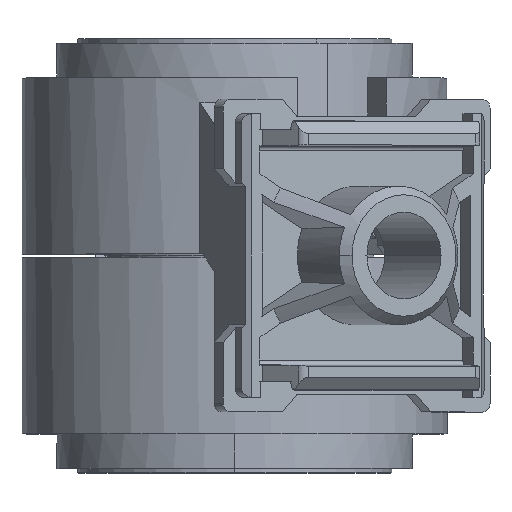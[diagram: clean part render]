
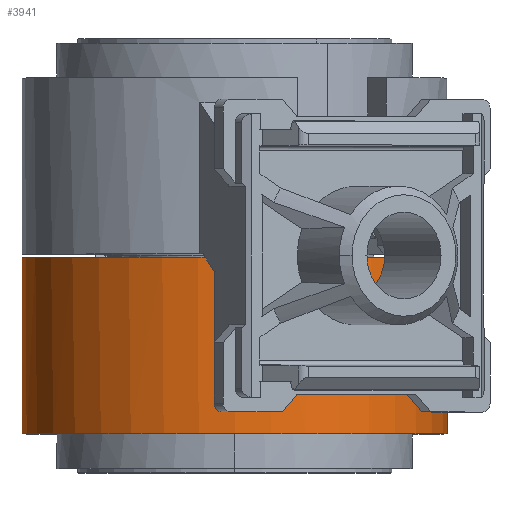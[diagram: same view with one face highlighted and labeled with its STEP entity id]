
A CAD part, top view. The second image highlights one B-rep face of the part: STEP entity #3941.
In plain terms, the highlighted cylindrical face has radius 12.25 mm (diameter 24.5 mm), a partial arc.
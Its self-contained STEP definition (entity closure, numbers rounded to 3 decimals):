
#171 = ORIENTED_EDGE ( 'NONE', *, *, #10817, .F. ) ;
#249 = VECTOR ( 'NONE', #18777, 1000. ) ;
#433 = VERTEX_POINT ( 'NONE', #16688 ) ;
#527 = CARTESIAN_POINT ( 'NONE',  ( 8., -12.5, 3.223 ) ) ;
#605 = DIRECTION ( 'NONE',  ( 0., 0., -1. ) ) ;
#708 = EDGE_CURVE ( 'NONE', #3857, #19234, #5970, .T. ) ;
#729 = AXIS2_PLACEMENT_3D ( 'NONE', #5263, #5046, #3423 ) ;
#824 = CIRCLE ( 'NONE', #19778, 12.25 ) ;
#1023 = EDGE_CURVE ( 'NONE', #5875, #11212, #11213, .T. ) ;
#1149 = CARTESIAN_POINT ( 'NONE',  ( 7., -1.1, 2.447 ) ) ;
#1155 = ORIENTED_EDGE ( 'NONE', *, *, #10384, .T. ) ;
#1271 = EDGE_CURVE ( 'NONE', #1869, #14395, #7964, .T. ) ;
#1680 = VERTEX_POINT ( 'NONE', #19024 ) ;
#1869 = VERTEX_POINT ( 'NONE', #12876 ) ;
#1956 = EDGE_CURVE ( 'NONE', #1680, #18296, #10074, .T. ) ;
#1999 = CARTESIAN_POINT ( 'NONE',  ( -7., -1.1, 2.447 ) ) ;
#2474 = CARTESIAN_POINT ( 'NONE',  ( 8., -0.1, 3.223 ) ) ;
#2999 = DIRECTION ( 'NONE',  ( 0., 1., 0. ) ) ;
#3099 = CIRCLE ( 'NONE', #9266, 12.25 ) ;
#3221 = EDGE_CURVE ( 'NONE', #10446, #13031, #7577, .T. ) ;
#3423 = DIRECTION ( 'NONE',  ( 0., 0., 1. ) ) ;
#3571 = EDGE_CURVE ( 'NONE', #7016, #21284, #8655, .T. ) ;
#3857 = VERTEX_POINT ( 'NONE', #6898 ) ;
#3941 = ADVANCED_FACE ( 'NONE', ( #7111 ), #11854, .T. ) ;
#4351 = ORIENTED_EDGE ( 'NONE', *, *, #13955, .F. ) ;
#4666 = ORIENTED_EDGE ( 'NONE', *, *, #12923, .T. ) ;
#5046 = DIRECTION ( 'NONE',  ( 0., -1., 0. ) ) ;
#5100 = ORIENTED_EDGE ( 'NONE', *, *, #1023, .F. ) ;
#5263 = CARTESIAN_POINT ( 'NONE',  ( 0., -8.8, 12.5 ) ) ;
#5461 = EDGE_CURVE ( 'NONE', #14395, #12223, #9598, .T. ) ;
#5591 = DIRECTION ( 'NONE',  ( 0., 0., -1. ) ) ;
#5875 = VERTEX_POINT ( 'NONE', #14419 ) ;
#5960 = DIRECTION ( 'NONE',  ( 0., 0., -1. ) ) ;
#5970 = LINE ( 'NONE', #9221, #11734 ) ;
#6152 = CARTESIAN_POINT ( 'NONE',  ( -4., -1.1, 0.921 ) ) ;
#6898 = CARTESIAN_POINT ( 'NONE',  ( 4., -7., 0.921 ) ) ;
#6965 = ORIENTED_EDGE ( 'NONE', *, *, #15793, .F. ) ;
#6978 = CARTESIAN_POINT ( 'NONE',  ( -8., -12.5, 3.223 ) ) ;
#7016 = VERTEX_POINT ( 'NONE', #2474 ) ;
#7111 = FACE_OUTER_BOUND ( 'NONE', #12788, .T. ) ;
#7349 = CARTESIAN_POINT ( 'NONE',  ( 3., -12.5, 0.623 ) ) ;
#7577 = LINE ( 'NONE', #13940, #10125 ) ;
#7657 = ORIENTED_EDGE ( 'NONE', *, *, #708, .T. ) ;
#7668 = CARTESIAN_POINT ( 'NONE',  ( 0., -7., 12.5 ) ) ;
#7729 = CIRCLE ( 'NONE', #10134, 12.25 ) ;
#7811 = DIRECTION ( 'NONE',  ( 0., 1., 0. ) ) ;
#7908 = DIRECTION ( 'NONE',  ( 0., 0., 1. ) ) ;
#7964 = CIRCLE ( 'NONE', #729, 12.25 ) ;
#8006 = ORIENTED_EDGE ( 'NONE', *, *, #3571, .F. ) ;
#8017 = DIRECTION ( 'NONE',  ( 0., 1., 0. ) ) ;
#8377 = ORIENTED_EDGE ( 'NONE', *, *, #1956, .F. ) ;
#8414 = AXIS2_PLACEMENT_3D ( 'NONE', #20162, #13790, #5591 ) ;
#8514 = CIRCLE ( 'NONE', #18876, 12.25 ) ;
#8655 = LINE ( 'NONE', #527, #13545 ) ;
#8710 = LINE ( 'NONE', #6978, #12709 ) ;
#8980 = DIRECTION ( 'NONE',  ( 0., 1., 0. ) ) ;
#9121 = VERTEX_POINT ( 'NONE', #16652 ) ;
#9221 = CARTESIAN_POINT ( 'NONE',  ( 4., -12.501, 0.921 ) ) ;
#9266 = AXIS2_PLACEMENT_3D ( 'NONE', #18421, #12163, #605 ) ;
#9289 = CIRCLE ( 'NONE', #15490, 12.25 ) ;
#9593 = DIRECTION ( 'NONE',  ( 0., 1., 0. ) ) ;
#9598 = LINE ( 'NONE', #11219, #9696 ) ;
#9696 = VECTOR ( 'NONE', #2999, 1000. ) ;
#9870 = CARTESIAN_POINT ( 'NONE',  ( 4., -1.1, 0.921 ) ) ;
#10010 = CARTESIAN_POINT ( 'NONE',  ( -3., -10.25, 0.623 ) ) ;
#10074 = LINE ( 'NONE', #19768, #20044 ) ;
#10125 = VECTOR ( 'NONE', #20208, 1000. ) ;
#10134 = AXIS2_PLACEMENT_3D ( 'NONE', #11699, #20507, #14933 ) ;
#10308 = CARTESIAN_POINT ( 'NONE',  ( 0., -7., 12.5 ) ) ;
#10322 = DIRECTION ( 'NONE',  ( 0., 1., 0. ) ) ;
#10384 = EDGE_CURVE ( 'NONE', #5875, #21284, #824, .T. ) ;
#10446 = VERTEX_POINT ( 'NONE', #10010 ) ;
#10767 = EDGE_CURVE ( 'NONE', #13031, #1680, #19072, .T. ) ;
#10817 = EDGE_CURVE ( 'NONE', #18296, #12223, #7729, .T. ) ;
#10835 = CARTESIAN_POINT ( 'NONE',  ( 0., -0.1, 12.5 ) ) ;
#11212 = VERTEX_POINT ( 'NONE', #1149 ) ;
#11213 = LINE ( 'NONE', #19285, #15535 ) ;
#11219 = CARTESIAN_POINT ( 'NONE',  ( -7., -12.501, 2.447 ) ) ;
#11696 = CARTESIAN_POINT ( 'NONE',  ( 3., -10.25, 0.623 ) ) ;
#11699 = CARTESIAN_POINT ( 'NONE',  ( 0., -1.1, 12.5 ) ) ;
#11734 = VECTOR ( 'NONE', #7811, 1000. ) ;
#11854 = CYLINDRICAL_SURFACE ( 'NONE', #8414, 12.25 ) ;
#11892 = ORIENTED_EDGE ( 'NONE', *, *, #10767, .F. ) ;
#12163 = DIRECTION ( 'NONE',  ( 0., -1., 0. ) ) ;
#12223 = VERTEX_POINT ( 'NONE', #1999 ) ;
#12501 = ORIENTED_EDGE ( 'NONE', *, *, #1271, .T. ) ;
#12689 = VERTEX_POINT ( 'NONE', #11696 ) ;
#12709 = VECTOR ( 'NONE', #10322, 1000. ) ;
#12788 = EDGE_LOOP ( 'NONE', ( #5100, #1155, #8006, #4666, #19484, #12501, #20790, #171, #8377, #11892, #13492, #6965, #14389, #17139, #7657, #4351 ) ) ;
#12876 = CARTESIAN_POINT ( 'NONE',  ( -8., -8.8, 3.223 ) ) ;
#12923 = EDGE_CURVE ( 'NONE', #7016, #433, #18845, .T. ) ;
#13031 = VERTEX_POINT ( 'NONE', #19861 ) ;
#13135 = EDGE_CURVE ( 'NONE', #9121, #12689, #20295, .T. ) ;
#13204 = DIRECTION ( 'NONE',  ( 0., 1., 0. ) ) ;
#13448 = DIRECTION ( 'NONE',  ( 0., -1., 0. ) ) ;
#13492 = ORIENTED_EDGE ( 'NONE', *, *, #3221, .F. ) ;
#13526 = DIRECTION ( 'NONE',  ( -1., 0., 0. ) ) ;
#13545 = VECTOR ( 'NONE', #15435, 1000. ) ;
#13790 = DIRECTION ( 'NONE',  ( 0., -1., 0. ) ) ;
#13905 = AXIS2_PLACEMENT_3D ( 'NONE', #10308, #13204, #13526 ) ;
#13940 = CARTESIAN_POINT ( 'NONE',  ( -3., -12.5, 0.623 ) ) ;
#13955 = EDGE_CURVE ( 'NONE', #11212, #19234, #8514, .T. ) ;
#14375 = AXIS2_PLACEMENT_3D ( 'NONE', #10835, #20749, #5960 ) ;
#14389 = ORIENTED_EDGE ( 'NONE', *, *, #13135, .F. ) ;
#14395 = VERTEX_POINT ( 'NONE', #21148 ) ;
#14419 = CARTESIAN_POINT ( 'NONE',  ( 7., -8.8, 2.447 ) ) ;
#14590 = CARTESIAN_POINT ( 'NONE',  ( 0., -1.1, 12.5 ) ) ;
#14671 = CARTESIAN_POINT ( 'NONE',  ( 8., -8.8, 3.223 ) ) ;
#14933 = DIRECTION ( 'NONE',  ( 0., 0., 1. ) ) ;
#15435 = DIRECTION ( 'NONE',  ( 0., -1., 0. ) ) ;
#15490 = AXIS2_PLACEMENT_3D ( 'NONE', #7668, #8980, #19093 ) ;
#15535 = VECTOR ( 'NONE', #9593, 1000. ) ;
#15793 = EDGE_CURVE ( 'NONE', #12689, #10446, #3099, .T. ) ;
#16158 = EDGE_CURVE ( 'NONE', #1869, #433, #8710, .T. ) ;
#16326 = DIRECTION ( 'NONE',  ( 0., 1., 0. ) ) ;
#16652 = CARTESIAN_POINT ( 'NONE',  ( 3., -7., 0.623 ) ) ;
#16688 = CARTESIAN_POINT ( 'NONE',  ( -8., -0.1, 3.223 ) ) ;
#17139 = ORIENTED_EDGE ( 'NONE', *, *, #18154, .F. ) ;
#18154 = EDGE_CURVE ( 'NONE', #3857, #9121, #9289, .T. ) ;
#18195 = DIRECTION ( 'NONE',  ( 0., 0., 1. ) ) ;
#18296 = VERTEX_POINT ( 'NONE', #6152 ) ;
#18409 = CARTESIAN_POINT ( 'NONE',  ( 0., -8.8, 12.5 ) ) ;
#18421 = CARTESIAN_POINT ( 'NONE',  ( 0., -10.25, 12.5 ) ) ;
#18777 = DIRECTION ( 'NONE',  ( 0., -1., 0. ) ) ;
#18845 = CIRCLE ( 'NONE', #14375, 12.25 ) ;
#18876 = AXIS2_PLACEMENT_3D ( 'NONE', #14590, #8017, #7908 ) ;
#19024 = CARTESIAN_POINT ( 'NONE',  ( -4., -7., 0.921 ) ) ;
#19072 = CIRCLE ( 'NONE', #13905, 12.25 ) ;
#19093 = DIRECTION ( 'NONE',  ( -1., 0., 0. ) ) ;
#19234 = VERTEX_POINT ( 'NONE', #9870 ) ;
#19285 = CARTESIAN_POINT ( 'NONE',  ( 7., -12.501, 2.447 ) ) ;
#19484 = ORIENTED_EDGE ( 'NONE', *, *, #16158, .F. ) ;
#19768 = CARTESIAN_POINT ( 'NONE',  ( -4., -12.501, 0.921 ) ) ;
#19778 = AXIS2_PLACEMENT_3D ( 'NONE', #18409, #13448, #18195 ) ;
#19861 = CARTESIAN_POINT ( 'NONE',  ( -3., -7., 0.623 ) ) ;
#20044 = VECTOR ( 'NONE', #16326, 1000. ) ;
#20162 = CARTESIAN_POINT ( 'NONE',  ( 0., -12.5, 12.5 ) ) ;
#20208 = DIRECTION ( 'NONE',  ( 0., 1., 0. ) ) ;
#20295 = LINE ( 'NONE', #7349, #249 ) ;
#20507 = DIRECTION ( 'NONE',  ( 0., 1., 0. ) ) ;
#20749 = DIRECTION ( 'NONE',  ( 0., -1., 0. ) ) ;
#20790 = ORIENTED_EDGE ( 'NONE', *, *, #5461, .T. ) ;
#21148 = CARTESIAN_POINT ( 'NONE',  ( -7., -8.8, 2.447 ) ) ;
#21284 = VERTEX_POINT ( 'NONE', #14671 ) ;
